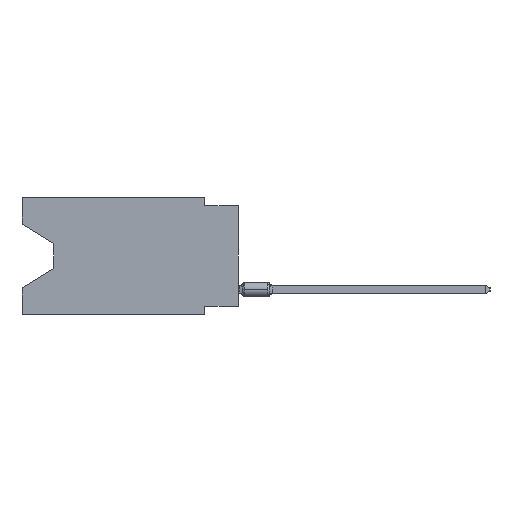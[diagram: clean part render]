
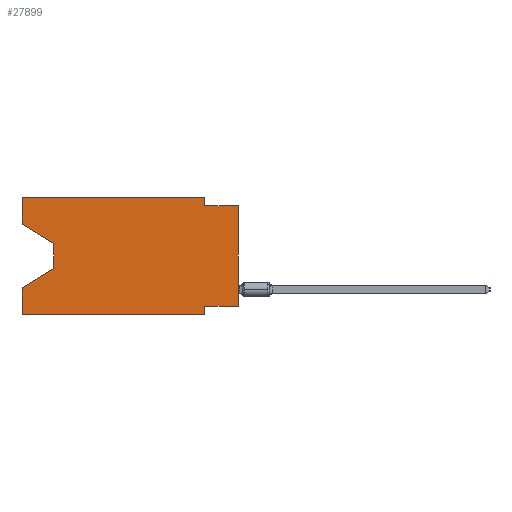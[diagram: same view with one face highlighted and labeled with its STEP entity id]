
A CAD part, left-side view. The second image highlights one B-rep face of the part: STEP entity #27899.
In plain terms, the highlighted planar face has unit normal (-1, 0, 0).
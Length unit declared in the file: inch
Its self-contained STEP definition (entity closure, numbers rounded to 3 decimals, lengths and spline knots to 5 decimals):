
#74 = VECTOR ( 'NONE', #29523, 39.37008 ) ;
#627 = LINE ( 'NONE', #26852, #25691 ) ;
#1279 = EDGE_CURVE ( 'NONE', #30292, #19404, #25279, .T. ) ;
#1616 = ORIENTED_EDGE ( 'NONE', *, *, #2508, .T. ) ;
#2307 = VERTEX_POINT ( 'NONE', #25809 ) ;
#2508 = EDGE_CURVE ( 'NONE', #10051, #2307, #12822, .T. ) ;
#2899 = AXIS2_PLACEMENT_3D ( 'NONE', #26898, #5775, #24435 ) ;
#3068 = ORIENTED_EDGE ( 'NONE', *, *, #13486, .F. ) ;
#3168 = PLANE ( 'NONE',  #2899 ) ;
#3520 = LINE ( 'NONE', #22331, #22721 ) ;
#4299 = EDGE_CURVE ( 'NONE', #30292, #27589, #13820, .T. ) ;
#4754 = CARTESIAN_POINT ( 'NONE',  ( 0., 0.55, -0.138 ) ) ;
#5618 = CARTESIAN_POINT ( 'NONE',  ( 0., 0.645, 0. ) ) ;
#5775 = DIRECTION ( 'NONE',  ( 1., 0., 0. ) ) ;
#6405 = VECTOR ( 'NONE', #27214, 39.37008 ) ;
#6639 = ORIENTED_EDGE ( 'NONE', *, *, #18492, .F. ) ;
#7091 = CARTESIAN_POINT ( 'NONE',  ( 0., 0., -0.325 ) ) ;
#7412 = CARTESIAN_POINT ( 'NONE',  ( 0., 0.1, 0. ) ) ;
#7701 = CARTESIAN_POINT ( 'NONE',  ( 0., 0.645, -0.08025 ) ) ;
#8135 = ORIENTED_EDGE ( 'NONE', *, *, #4299, .T. ) ;
#8462 = VECTOR ( 'NONE', #22518, 39.37008 ) ;
#9627 = DIRECTION ( 'NONE',  ( 0., 0., 1. ) ) ;
#10051 = VERTEX_POINT ( 'NONE', #21860 ) ;
#10181 = VERTEX_POINT ( 'NONE', #14915 ) ;
#10328 = VECTOR ( 'NONE', #16666, 39.37008 ) ;
#10366 = VECTOR ( 'NONE', #9627, 39.37008 ) ;
#10523 = CARTESIAN_POINT ( 'NONE',  ( 0., 0.55, -0.212 ) ) ;
#10733 = CARTESIAN_POINT ( 'NONE',  ( 0., 0., -0.025 ) ) ;
#11204 = ORIENTED_EDGE ( 'NONE', *, *, #18586, .T. ) ;
#11272 = VERTEX_POINT ( 'NONE', #17062 ) ;
#11344 = ORIENTED_EDGE ( 'NONE', *, *, #18649, .T. ) ;
#12013 = ORIENTED_EDGE ( 'NONE', *, *, #22775, .F. ) ;
#12507 = ORIENTED_EDGE ( 'NONE', *, *, #19816, .F. ) ;
#12782 = EDGE_CURVE ( 'NONE', #25929, #11272, #3520, .T. ) ;
#12822 = LINE ( 'NONE', #10523, #16217 ) ;
#13016 = CARTESIAN_POINT ( 'NONE',  ( 0., 0., -0.025 ) ) ;
#13112 = LINE ( 'NONE', #29316, #8462 ) ;
#13207 = DIRECTION ( 'NONE',  ( 0., -1., 0. ) ) ;
#13486 = EDGE_CURVE ( 'NONE', #10181, #2307, #26730, .T. ) ;
#13759 = VECTOR ( 'NONE', #27500, 39.37008 ) ;
#13820 = LINE ( 'NONE', #16440, #15837 ) ;
#14915 = CARTESIAN_POINT ( 'NONE',  ( 0., 0.645, -0.35 ) ) ;
#15505 = VERTEX_POINT ( 'NONE', #4754 ) ;
#15792 = CARTESIAN_POINT ( 'NONE',  ( 0., 0.55, -0.138 ) ) ;
#15837 = VECTOR ( 'NONE', #25255, 39.37008 ) ;
#15948 = LINE ( 'NONE', #15792, #74 ) ;
#16002 = CARTESIAN_POINT ( 'NONE',  ( 0., 0., -0.325 ) ) ;
#16217 = VECTOR ( 'NONE', #30220, 39.37008 ) ;
#16222 = LINE ( 'NONE', #25648, #10328 ) ;
#16440 = CARTESIAN_POINT ( 'NONE',  ( 0., 0., 0. ) ) ;
#16666 = DIRECTION ( 'NONE',  ( 0., -1., 0. ) ) ;
#16805 = ORIENTED_EDGE ( 'NONE', *, *, #22927, .F. ) ;
#16808 = DIRECTION ( 'NONE',  ( 0., 0., -1. ) ) ;
#17062 = CARTESIAN_POINT ( 'NONE',  ( 0., 0.1, 0. ) ) ;
#17227 = VERTEX_POINT ( 'NONE', #24427 ) ;
#17432 = DIRECTION ( 'NONE',  ( 0., 0., -1. ) ) ;
#18305 = ORIENTED_EDGE ( 'NONE', *, *, #12782, .F. ) ;
#18492 = EDGE_CURVE ( 'NONE', #30162, #27589, #25196, .T. ) ;
#18586 = EDGE_CURVE ( 'NONE', #28670, #15505, #20421, .T. ) ;
#18649 = EDGE_CURVE ( 'NONE', #10181, #17227, #16222, .T. ) ;
#19280 = LINE ( 'NONE', #7412, #19721 ) ;
#19404 = VERTEX_POINT ( 'NONE', #23946 ) ;
#19721 = VECTOR ( 'NONE', #16808, 39.37008 ) ;
#19816 = EDGE_CURVE ( 'NONE', #11272, #30162, #19280, .T. ) ;
#20421 = LINE ( 'NONE', #27364, #13759 ) ;
#20893 = EDGE_CURVE ( 'NONE', #15505, #10051, #15948, .T. ) ;
#21860 = CARTESIAN_POINT ( 'NONE',  ( 0., 0.55, -0.212 ) ) ;
#22044 = ORIENTED_EDGE ( 'NONE', *, *, #1279, .F. ) ;
#22331 = CARTESIAN_POINT ( 'NONE',  ( 0., 0.645, 0. ) ) ;
#22518 = DIRECTION ( 'NONE',  ( 0., 0., 1. ) ) ;
#22721 = VECTOR ( 'NONE', #13207, 39.37008 ) ;
#22775 = EDGE_CURVE ( 'NONE', #19404, #17227, #627, .T. ) ;
#22927 = EDGE_CURVE ( 'NONE', #28670, #25929, #13112, .T. ) ;
#23200 = EDGE_LOOP ( 'NONE', ( #11204, #26970, #1616, #3068, #11344, #12013, #22044, #8135, #6639, #12507, #18305, #16805 ) ) ;
#23946 = CARTESIAN_POINT ( 'NONE',  ( 0., 0.1, -0.325 ) ) ;
#24129 = FACE_OUTER_BOUND ( 'NONE', #23200, .T. ) ;
#24427 = CARTESIAN_POINT ( 'NONE',  ( 0., 0.1, -0.35 ) ) ;
#24435 = DIRECTION ( 'NONE',  ( 0., 0., -1. ) ) ;
#24456 = CARTESIAN_POINT ( 'NONE',  ( 0., 0.645, 0. ) ) ;
#25196 = LINE ( 'NONE', #13016, #6405 ) ;
#25255 = DIRECTION ( 'NONE',  ( 0., 0., 1. ) ) ;
#25279 = LINE ( 'NONE', #16002, #29926 ) ;
#25648 = CARTESIAN_POINT ( 'NONE',  ( 0., 0.645, -0.35 ) ) ;
#25691 = VECTOR ( 'NONE', #17432, 39.37008 ) ;
#25809 = CARTESIAN_POINT ( 'NONE',  ( 0., 0.645, -0.26975 ) ) ;
#25929 = VERTEX_POINT ( 'NONE', #24456 ) ;
#26730 = LINE ( 'NONE', #5618, #10366 ) ;
#26852 = CARTESIAN_POINT ( 'NONE',  ( 0., 0.1, -0.35 ) ) ;
#26898 = CARTESIAN_POINT ( 'NONE',  ( 0., 0.645, 0. ) ) ;
#26970 = ORIENTED_EDGE ( 'NONE', *, *, #20893, .T. ) ;
#27144 = CARTESIAN_POINT ( 'NONE',  ( 0., 0.1, -0.025 ) ) ;
#27214 = DIRECTION ( 'NONE',  ( 0., -1., 0. ) ) ;
#27364 = CARTESIAN_POINT ( 'NONE',  ( 0., 0.645, -0.08025 ) ) ;
#27500 = DIRECTION ( 'NONE',  ( 0., -0.855, -0.519 ) ) ;
#27589 = VERTEX_POINT ( 'NONE', #10733 ) ;
#27899 = ADVANCED_FACE ( 'NONE', ( #24129 ), #3168, .F. ) ;
#28670 = VERTEX_POINT ( 'NONE', #7701 ) ;
#29316 = CARTESIAN_POINT ( 'NONE',  ( 0., 0.645, 0. ) ) ;
#29523 = DIRECTION ( 'NONE',  ( 0., 0., -1. ) ) ;
#29926 = VECTOR ( 'NONE', #30046, 39.37008 ) ;
#30046 = DIRECTION ( 'NONE',  ( 0., 1., 0. ) ) ;
#30162 = VERTEX_POINT ( 'NONE', #27144 ) ;
#30220 = DIRECTION ( 'NONE',  ( 0., 0.855, -0.519 ) ) ;
#30292 = VERTEX_POINT ( 'NONE', #7091 ) ;
